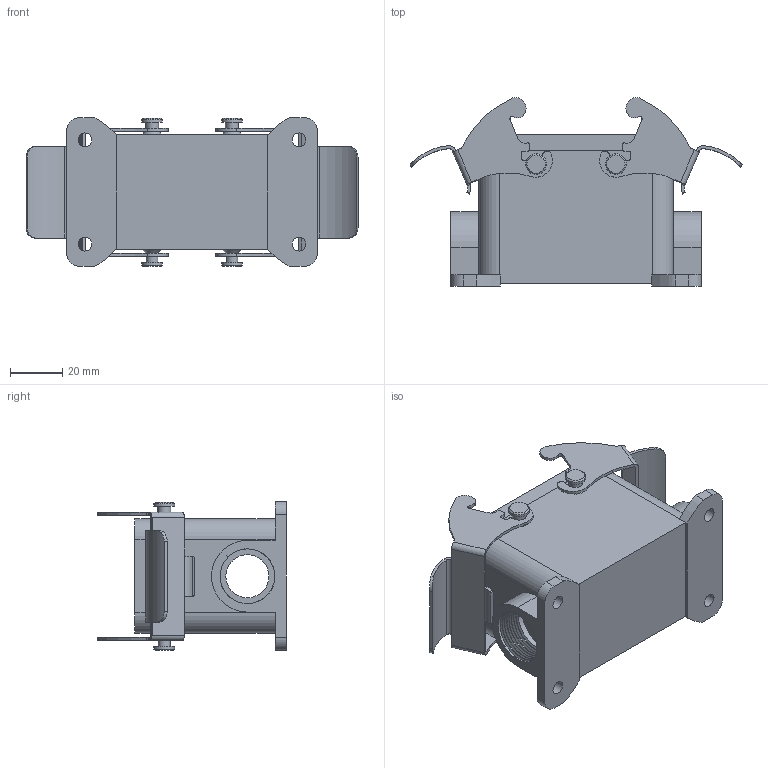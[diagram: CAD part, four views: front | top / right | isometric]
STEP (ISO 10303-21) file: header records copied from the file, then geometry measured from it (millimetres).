
FILE_DESCRIPTION (( 'STEP AP214' ), '1' );
FILE_NAME ('ZP-MC10B-2-DSM16M.STEP', '2011-11-21T14:28:27', ( '.adc' ), ( '' ), 'SwSTEP 2.0', 'SolidWorks 2011', '' );
FILE_SCHEMA (( 'AUTOMOTIVE_DESIGN' ));
Length unit declared in the file: millimetre
Products named in the file (1): ZP-MC10B-2-DSM16M
Bounding box: 127.15 x 72.15 x 57 mm (x, y, z)
Volume: 73581.4 mm3; surface area: 50914.6 mm2
Topology: 4 solids, 4 shells, 331 faces, 908 edges, 600 vertices
Faces by surface type: cylinder 184, plane 131, bspline 8, cone 8
Full cylindrical faces by diameter (mm): 3 x4, 4.5 x2, 5 x2, 5.25 x4, 8 x4, 16.5 x2, 21 x16
Entity records: 13426 total; most frequent: CARTESIAN_POINT 4014, DIRECTION 1682, ORIENTED_EDGE 1652, EDGE_CURVE 826, AXIS2_PLACEMENT_3D 612, VERTEX_POINT 562, VECTOR 458, LINE 458
